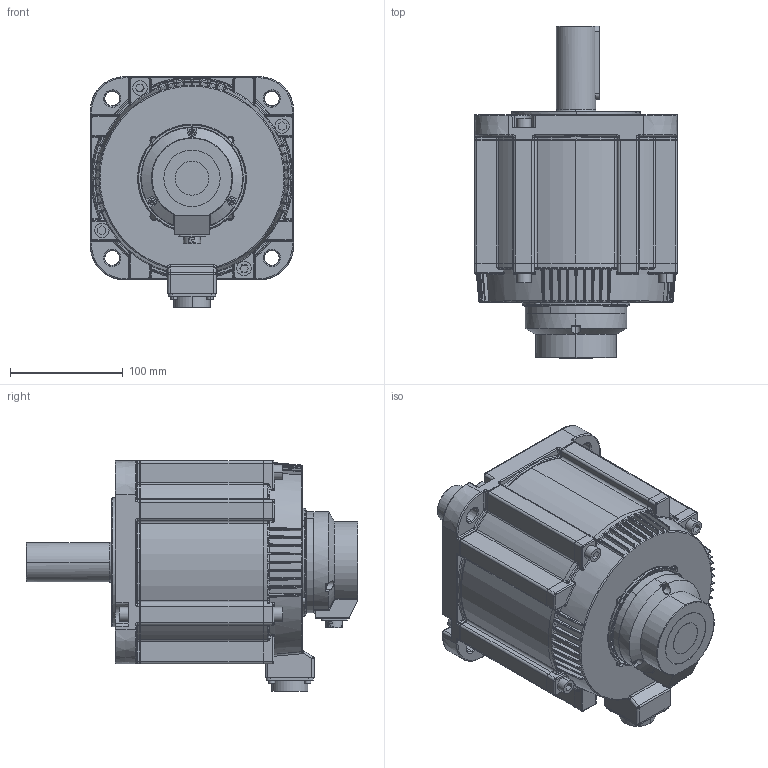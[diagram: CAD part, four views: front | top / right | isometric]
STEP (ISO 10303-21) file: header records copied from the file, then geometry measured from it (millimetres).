
FILE_DESCRIPTION((''),'2;1');
FILE_NAME('4400','2023-03-14T14:34:39',('ms28071'),(''),'CREO PARAMETRIC BY PTC INC, 2018100','CREO PARAMETRIC BY PTC INC, 2018100','');
FILE_SCHEMA(('CONFIG_CONTROL_DESIGN'));
Length unit declared in the file: millimetre
Products named in the file (1): 4400
Bounding box: 180.19 x 294.4 x 204.6 mm (x, y, z)
Surface area: 332927.6 mm2 (no closed solid volume)
Topology: 0 solids, 62 shells, 1508 faces, 4682 edges, 3185 vertices
Faces by surface type: cylinder 506, plane 434, bspline 210, torus 209, cone 117, sphere 32
Entity records: 64748 total; most frequent: CARTESIAN_POINT 26061, ORIENTED_EDGE 8213, DIRECTION 7362, EDGE_CURVE 4642, VERTEX_POINT 3185, AXIS2_PLACEMENT_3D 2903, EDGE_LOOP 1634, CIRCLE 1605
